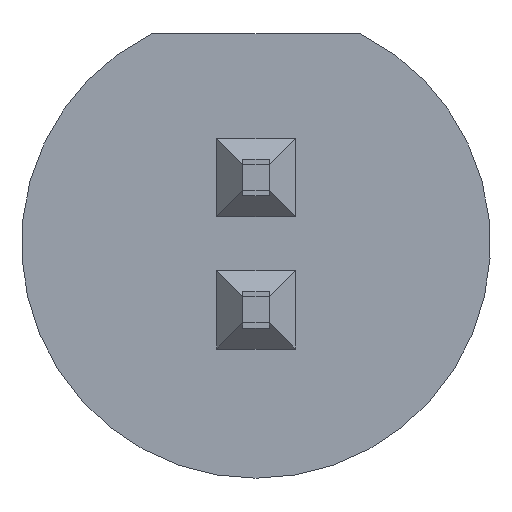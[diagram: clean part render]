
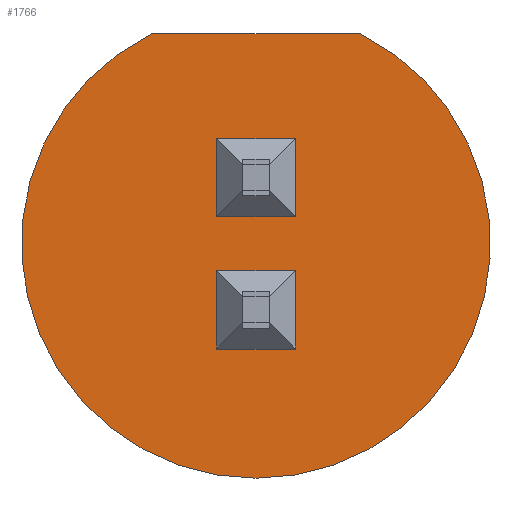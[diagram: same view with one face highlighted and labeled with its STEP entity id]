
A CAD part, front view. The second image highlights one B-rep face of the part: STEP entity #1766.
In plain terms, the highlighted planar face has unit normal (0, -1, 0).
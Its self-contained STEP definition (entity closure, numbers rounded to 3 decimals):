
#6 = LINE ( 'NONE', #743, #263 ) ;
#71 = VECTOR ( 'NONE', #541, 1000. ) ;
#84 = CARTESIAN_POINT ( 'NONE',  ( -0.75, 0., 0.52 ) ) ;
#109 = CARTESIAN_POINT ( 'NONE',  ( -0.75, 0., -2.02 ) ) ;
#116 = CIRCLE ( 'NONE', #785, 4.5 ) ;
#133 = VERTEX_POINT ( 'NONE', #1312 ) ;
#136 = ORIENTED_EDGE ( 'NONE', *, *, #1252, .F. ) ;
#208 = EDGE_CURVE ( 'NONE', #1715, #330, #835, .T. ) ;
#247 = DIRECTION ( 'NONE',  ( 0., 1., 0. ) ) ;
#259 = LINE ( 'NONE', #1292, #700 ) ;
#263 = VECTOR ( 'NONE', #309, 1000. ) ;
#268 = VECTOR ( 'NONE', #1887, 1000. ) ;
#276 = CARTESIAN_POINT ( 'NONE',  ( 0., 0., 0. ) ) ;
#309 = DIRECTION ( 'NONE',  ( 0., 0., -1. ) ) ;
#312 = CARTESIAN_POINT ( 'NONE',  ( 0., 0., -0.52 ) ) ;
#315 = CARTESIAN_POINT ( 'NONE',  ( 0., 0., 0.52 ) ) ;
#323 = DIRECTION ( 'NONE',  ( -1., 0., 0. ) ) ;
#330 = VERTEX_POINT ( 'NONE', #344 ) ;
#342 = CARTESIAN_POINT ( 'NONE',  ( 0.75, 0., 0.52 ) ) ;
#344 = CARTESIAN_POINT ( 'NONE',  ( 0.75, 0., 2.02 ) ) ;
#366 = VECTOR ( 'NONE', #323, 1000. ) ;
#381 = VERTEX_POINT ( 'NONE', #654 ) ;
#391 = EDGE_CURVE ( 'NONE', #412, #627, #116, .T. ) ;
#412 = VERTEX_POINT ( 'NONE', #638 ) ;
#453 = VECTOR ( 'NONE', #1082, 1000. ) ;
#484 = EDGE_LOOP ( 'NONE', ( #489, #1150, #527, #136 ) ) ;
#489 = ORIENTED_EDGE ( 'NONE', *, *, #1833, .F. ) ;
#507 = CARTESIAN_POINT ( 'NONE',  ( 0., 0., 2.02 ) ) ;
#527 = ORIENTED_EDGE ( 'NONE', *, *, #1148, .F. ) ;
#530 = CARTESIAN_POINT ( 'NONE',  ( -2.002, 0., 4.03 ) ) ;
#541 = DIRECTION ( 'NONE',  ( 1., 0., 0. ) ) ;
#553 = DIRECTION ( 'NONE',  ( 0., 1., 0. ) ) ;
#557 = FACE_OUTER_BOUND ( 'NONE', #764, .T. ) ;
#570 = ORIENTED_EDGE ( 'NONE', *, *, #1015, .F. ) ;
#584 = LINE ( 'NONE', #1590, #1374 ) ;
#614 = EDGE_CURVE ( 'NONE', #330, #940, #644, .T. ) ;
#617 = VERTEX_POINT ( 'NONE', #1541 ) ;
#627 = VERTEX_POINT ( 'NONE', #530 ) ;
#638 = CARTESIAN_POINT ( 'NONE',  ( 0., 0., -4.5 ) ) ;
#644 = LINE ( 'NONE', #507, #453 ) ;
#654 = CARTESIAN_POINT ( 'NONE',  ( 2.002, 0., 4.03 ) ) ;
#696 = CARTESIAN_POINT ( 'NONE',  ( 0.75, 0., 0. ) ) ;
#700 = VECTOR ( 'NONE', #1729, 1000. ) ;
#707 = PLANE ( 'NONE',  #1120 ) ;
#736 = ORIENTED_EDGE ( 'NONE', *, *, #1198, .F. ) ;
#743 = CARTESIAN_POINT ( 'NONE',  ( -0.75, 0., 0. ) ) ;
#764 = EDGE_LOOP ( 'NONE', ( #736, #1398, #832 ) ) ;
#785 = AXIS2_PLACEMENT_3D ( 'NONE', #1513, #961, #1839 ) ;
#832 = ORIENTED_EDGE ( 'NONE', *, *, #391, .F. ) ;
#835 = LINE ( 'NONE', #696, #268 ) ;
#847 = ORIENTED_EDGE ( 'NONE', *, *, #1230, .F. ) ;
#858 = FACE_BOUND ( 'NONE', #484, .T. ) ;
#873 = VERTEX_POINT ( 'NONE', #84 ) ;
#892 = VECTOR ( 'NONE', #1805, 1000. ) ;
#940 = VERTEX_POINT ( 'NONE', #993 ) ;
#950 = VERTEX_POINT ( 'NONE', #1136 ) ;
#961 = DIRECTION ( 'NONE',  ( 0., 1., 0. ) ) ;
#993 = CARTESIAN_POINT ( 'NONE',  ( -0.75, 0., 2.02 ) ) ;
#1015 = EDGE_CURVE ( 'NONE', #873, #1715, #1643, .T. ) ;
#1082 = DIRECTION ( 'NONE',  ( -1., 0., 0. ) ) ;
#1098 = CARTESIAN_POINT ( 'NONE',  ( 0., 0., -2.02 ) ) ;
#1120 = AXIS2_PLACEMENT_3D ( 'NONE', #276, #247, #1283 ) ;
#1136 = CARTESIAN_POINT ( 'NONE',  ( -0.75, 0., -0.52 ) ) ;
#1148 = EDGE_CURVE ( 'NONE', #1457, #133, #1264, .T. ) ;
#1150 = ORIENTED_EDGE ( 'NONE', *, *, #1501, .F. ) ;
#1184 = VECTOR ( 'NONE', #1276, 1000. ) ;
#1192 = LINE ( 'NONE', #312, #366 ) ;
#1198 = EDGE_CURVE ( 'NONE', #381, #412, #1433, .T. ) ;
#1230 = EDGE_CURVE ( 'NONE', #940, #873, #584, .T. ) ;
#1240 = CARTESIAN_POINT ( 'NONE',  ( 0., 0., 0. ) ) ;
#1252 = EDGE_CURVE ( 'NONE', #950, #1457, #6, .T. ) ;
#1264 = LINE ( 'NONE', #1098, #71 ) ;
#1276 = DIRECTION ( 'NONE',  ( 0., 0., 1. ) ) ;
#1283 = DIRECTION ( 'NONE',  ( 0., 0., 1. ) ) ;
#1292 = CARTESIAN_POINT ( 'NONE',  ( -2.002, 0., 4.03 ) ) ;
#1312 = CARTESIAN_POINT ( 'NONE',  ( 0.75, 0., -2.02 ) ) ;
#1360 = ORIENTED_EDGE ( 'NONE', *, *, #614, .F. ) ;
#1374 = VECTOR ( 'NONE', #1611, 1000. ) ;
#1396 = DIRECTION ( 'NONE',  ( 0., 0., -1. ) ) ;
#1398 = ORIENTED_EDGE ( 'NONE', *, *, #1777, .F. ) ;
#1419 = CARTESIAN_POINT ( 'NONE',  ( 0.75, 0., 0. ) ) ;
#1433 = CIRCLE ( 'NONE', #1652, 4.5 ) ;
#1457 = VERTEX_POINT ( 'NONE', #109 ) ;
#1460 = EDGE_LOOP ( 'NONE', ( #570, #847, #1360, #1577 ) ) ;
#1501 = EDGE_CURVE ( 'NONE', #133, #617, #1582, .T. ) ;
#1513 = CARTESIAN_POINT ( 'NONE',  ( 0., 0., 0. ) ) ;
#1541 = CARTESIAN_POINT ( 'NONE',  ( 0.75, 0., -0.52 ) ) ;
#1577 = ORIENTED_EDGE ( 'NONE', *, *, #208, .F. ) ;
#1582 = LINE ( 'NONE', #1419, #1184 ) ;
#1590 = CARTESIAN_POINT ( 'NONE',  ( -0.75, 0., 0. ) ) ;
#1611 = DIRECTION ( 'NONE',  ( 0., 0., -1. ) ) ;
#1643 = LINE ( 'NONE', #315, #892 ) ;
#1652 = AXIS2_PLACEMENT_3D ( 'NONE', #1240, #553, #1396 ) ;
#1715 = VERTEX_POINT ( 'NONE', #342 ) ;
#1729 = DIRECTION ( 'NONE',  ( 1., 0., 0. ) ) ;
#1766 = ADVANCED_FACE ( 'NONE', ( #557, #1870, #858 ), #707, .F. ) ;
#1777 = EDGE_CURVE ( 'NONE', #627, #381, #259, .T. ) ;
#1805 = DIRECTION ( 'NONE',  ( 1., 0., 0. ) ) ;
#1833 = EDGE_CURVE ( 'NONE', #617, #950, #1192, .T. ) ;
#1839 = DIRECTION ( 'NONE',  ( 0., 0., -1. ) ) ;
#1870 = FACE_BOUND ( 'NONE', #1460, .T. ) ;
#1887 = DIRECTION ( 'NONE',  ( 0., 0., 1. ) ) ;
